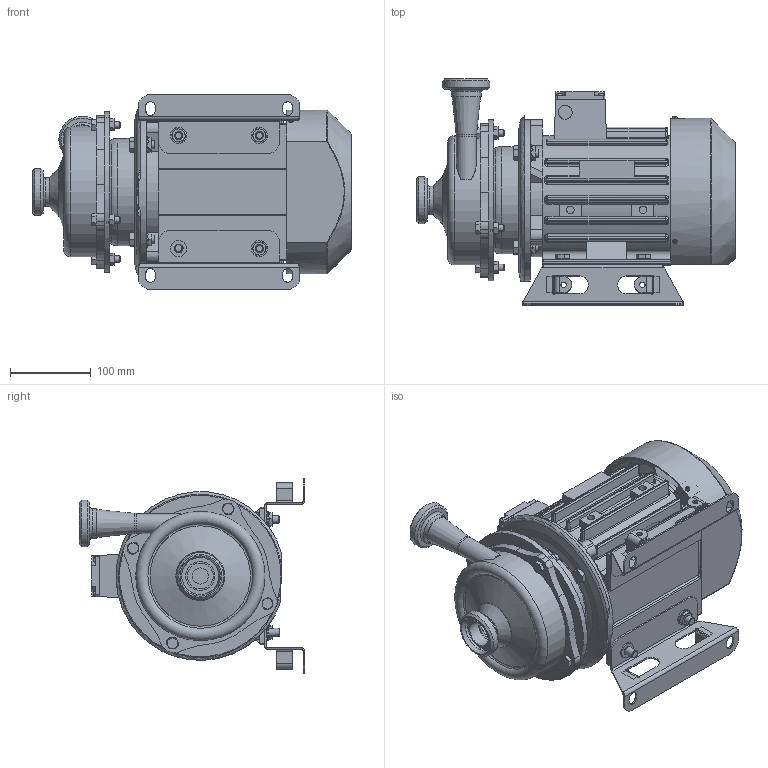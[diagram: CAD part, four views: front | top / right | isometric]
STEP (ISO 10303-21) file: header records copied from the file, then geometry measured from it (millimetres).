
FILE_DESCRIPTION(('STEP AP214'), '1');
FILE_NAME('ÎÍÖ 6,3õ20_Ê5-1,5_ïàçû', '2017-12-22T07:02:06', ('UNSPECIFIED'), ('UNSPECIFIED'), 'ASCON STEP Converter 1.3', 'ASCON Math Kernel', '');
FILE_SCHEMA(('AUTOMOTIVE_DESIGN { 1 0 10303 214 3 1 1}'));
Length unit declared in the file: millimetre
Products named in the file (25): ÎÍÖ 6,3õ20_Ê5-1,5_2; hex thin nut chamfered gradeab_iso_Hexagon Thin Nut ISO - 4035 - M10 - N_1; hex nut gradec_iso_Hexagon Nut ISO - 4034 - M8 - N_1; plain washer 10673 type snl_iso_ISO 10673-11-S_1; plain washer 10673 type snl_iso_ISO 10673-9.3-S_1; hex screw gradeab_iso_ISO 4017 - M10 x 25-N_1; hex bolt gradeb_iso_ISO 4015 - M8 x 30 x 22-N_1; ﾀﾈﾐ 80 ﾀ2; úþöº¿ LL¦ 80SLDPRT; slotted cheese head screw_din_ISO 1207 - M4 x 8 --- 8N_1; òõýªøû ªþ¨ LL¦ 90SLDPRT; slotted cheese head screw_din_ISO 1207 - M3 x 5 --- 5N_1; 涇 甯vｰ橳  LLｦ 80; úþ¨ÿº¸ LL¦ 80L2; Êîðïóñ ôîíàðÿ; 黟酏牋 釜觚 ╛1; ｦｨｺｸ ｯ; ¦þû. üº¯ªð -º 32
Assembly tree (60 placements, depth 4):
  ÎÍÖ 6,3õ20_Ê5-1,5_2
    hex thin nut chamfered gradeab_iso_Hexagon Thin Nut ISO - 4035 - M10 - N_1  x8
    hex nut gradec_iso_Hexagon Nut ISO - 4034 - M8 - N_1  x4
    plain washer 10673 type snl_iso_ISO 10673-11-S_1  x8
    plain washer 10673 type snl_iso_ISO 10673-9.3-S_1  x4
    hex screw gradeab_iso_ISO 4017 - M10 x 25-N_1  x8
    hex bolt gradeb_iso_ISO 4015 - M8 x 30 x 22-N_1  x4
    ﾀﾈﾐ 80 ﾀ2
      úþöº¿ LL¦ 80SLDPRT
      slotted cheese head screw_din_ISO 1207 - M4 x 8 --- 8N_1  x4
      òõýªøû ªþ¨ LL¦ 90SLDPRT
      slotted cheese head screw_din_ISO 1207 - M3 x 5 --- 5N_1  x3
      涇 甯vｰ橳  LLｦ 80
      úþ¨ÿº¸ LL¦ 80L2
    Êîðïóñ ôîíàðÿ
      黟酏牋 釜觚 ╛1
      ｦｨｺｸ ｯ
    (unnamed)  x2
    (unnamed)
      (unnamed)
      (unnamed)
        (unnamed)
        (unnamed)
      (unnamed)
      ¦þû. üº¯ªð -º 32
Bounding box: 394.86 x 279.5 x 241.41 mm (x, y, z)
Volume: 5523726.8 mm3; surface area: 847683.6 mm2
Topology: 60 solids, 60 shells, 1846 faces, 4335 edges, 2616 vertices
Faces by surface type: plane 904, cylinder 447, cone 294, torus 74, bspline 69, sphere 58
Full cylindrical faces by diameter (mm): 0.176 x1, 3 x3, 4 x4, 6.7 x4, 6.8 x4, 8 x8, 8.5 x8, 9.268 x2, 9.3 x4, 10 x24, 11 x8, 12 x8, 13 x4, 16 x8, 17 x1, 18 x4, 20 x11, 21 x1, 25 x1, 32 x2, 34 x2, 35 x1, 36 x2, 37 x1, 40 x1, 46 x2, 58 x2, 125 x2, 128.4 x1, 130 x2
Entity records: 61121 total; most frequent: CARTESIAN_POINT 22109, DIRECTION 5658, ORIENTED_EDGE 5472, EDGE_CURVE 2736, AXIS2_PLACEMENT_3D 2073, VERTEX_POINT 1757, EDGE_LOOP 1527, LINE 1512
